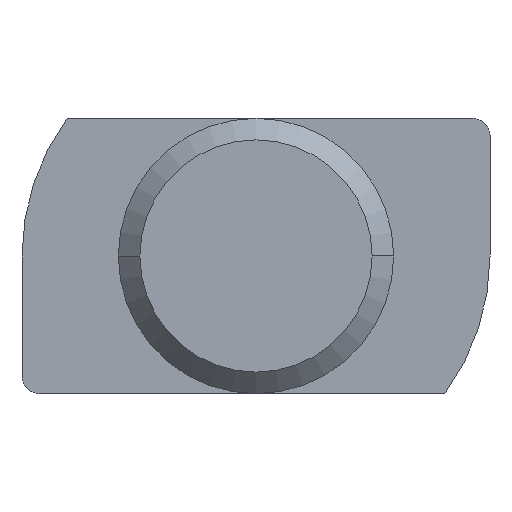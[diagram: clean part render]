
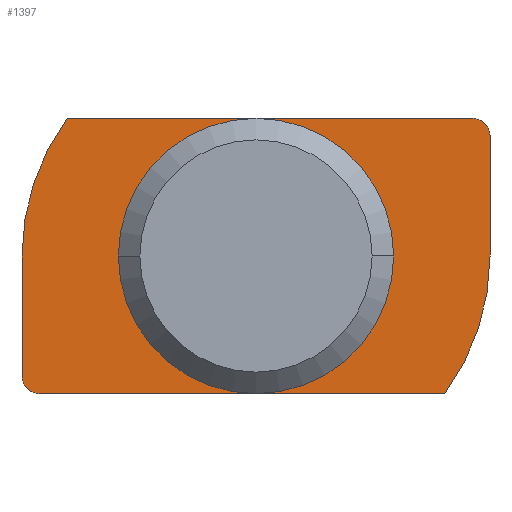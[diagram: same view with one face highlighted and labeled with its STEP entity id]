
A CAD part, front view. The second image highlights one B-rep face of the part: STEP entity #1397.
In plain terms, the highlighted planar face has unit normal (0, -1, 0).
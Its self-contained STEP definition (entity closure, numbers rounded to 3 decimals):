
#6 = EDGE_LOOP ( 'NONE', ( #756, #757 ) ) ;
#103 = VERTEX_POINT ( 'NONE', #1737 ) ;
#122 = VERTEX_POINT ( 'NONE', #419 ) ;
#132 = VERTEX_POINT ( 'NONE', #641 ) ;
#133 = VERTEX_POINT ( 'NONE', #642 ) ;
#138 = VERTEX_POINT ( 'NONE', #647 ) ;
#139 = VERTEX_POINT ( 'NONE', #648 ) ;
#140 = VERTEX_POINT ( 'NONE', #649 ) ;
#143 = VERTEX_POINT ( 'NONE', #652 ) ;
#189 = FACE_BOUND ( 'NONE', #6, .T. ) ;
#192 = FACE_OUTER_BOUND ( 'NONE', #1953, .T. ) ;
#305 = EDGE_CURVE ( 'NONE', #122, #143, #1794, .T. ) ;
#342 = EDGE_CURVE ( 'NONE', #1935, #132, #1855, .T. ) ;
#349 = CARTESIAN_POINT ( 'NONE',  ( -0.05, 0., 0. ) ) ;
#350 = DIRECTION ( 'NONE',  ( 0., 1., 0. ) ) ;
#351 = DIRECTION ( 'NONE',  ( 0., 0., -1. ) ) ;
#419 = CARTESIAN_POINT ( 'NONE',  ( 3.375, 0., 0. ) ) ;
#435 = CARTESIAN_POINT ( 'NONE',  ( 6.3, 0., 4. ) ) ;
#436 = DIRECTION ( 'NONE',  ( 1., 0., 0. ) ) ;
#441 = DIRECTION ( 'NONE',  ( 0., 0., -1. ) ) ;
#442 = CARTESIAN_POINT ( 'NONE',  ( 6.3, 0., 3.5 ) ) ;
#443 = DIRECTION ( 'NONE',  ( 0., 1., 0. ) ) ;
#444 = DIRECTION ( 'NONE',  ( 0., 0., -1. ) ) ;
#445 = CARTESIAN_POINT ( 'NONE',  ( 6.8, 0., 0. ) ) ;
#454 = DIRECTION ( 'NONE',  ( -1., 0., 0. ) ) ;
#455 = CARTESIAN_POINT ( 'NONE',  ( 0.05, 0., 0. ) ) ;
#456 = DIRECTION ( 'NONE',  ( 0., 1., 0. ) ) ;
#457 = DIRECTION ( 'NONE',  ( 0., 0., -1. ) ) ;
#458 = CARTESIAN_POINT ( 'NONE',  ( 5.487, 0., -4. ) ) ;
#469 = DIRECTION ( 'NONE',  ( 0., 0., 1. ) ) ;
#470 = CARTESIAN_POINT ( 'NONE',  ( -6.3, 0., -3.5 ) ) ;
#471 = DIRECTION ( 'NONE',  ( 0., 1., 0. ) ) ;
#472 = DIRECTION ( 'NONE',  ( 0., 0., 1. ) ) ;
#473 = CARTESIAN_POINT ( 'NONE',  ( -6.8, 0., -3.5 ) ) ;
#539 = AXIS2_PLACEMENT_3D ( 'NONE', #1166, #1167, #1168 ) ;
#553 = AXIS2_PLACEMENT_3D ( 'NONE', #349, #350, #351 ) ;
#641 = CARTESIAN_POINT ( 'NONE',  ( -5.487, 0., 4. ) ) ;
#642 = CARTESIAN_POINT ( 'NONE',  ( -6.3, 0., -4. ) ) ;
#647 = CARTESIAN_POINT ( 'NONE',  ( 6.3, 0., 4. ) ) ;
#648 = CARTESIAN_POINT ( 'NONE',  ( 6.8, 0., 0. ) ) ;
#649 = CARTESIAN_POINT ( 'NONE',  ( -6.8, 0., -3.5 ) ) ;
#652 = CARTESIAN_POINT ( 'NONE',  ( -3.375, 0., 0. ) ) ;
#756 = ORIENTED_EDGE ( 'NONE', *, *, #305, .F. ) ;
#757 = ORIENTED_EDGE ( 'NONE', *, *, #1029, .F. ) ;
#758 = ORIENTED_EDGE ( 'NONE', *, *, #342, .F. ) ;
#759 = ORIENTED_EDGE ( 'NONE', *, *, #1027, .F. ) ;
#760 = ORIENTED_EDGE ( 'NONE', *, *, #1024, .F. ) ;
#761 = ORIENTED_EDGE ( 'NONE', *, *, #1021, .F. ) ;
#762 = ORIENTED_EDGE ( 'NONE', *, *, #1018, .F. ) ;
#763 = ORIENTED_EDGE ( 'NONE', *, *, #1015, .F. ) ;
#764 = ORIENTED_EDGE ( 'NONE', *, *, #1012, .F. ) ;
#765 = ORIENTED_EDGE ( 'NONE', *, *, #1009, .F. ) ;
#929 = CARTESIAN_POINT ( 'NONE',  ( -0.05, 0., 0. ) ) ;
#932 = PLANE ( 'NONE',  #1190 ) ;
#934 = DIRECTION ( 'NONE',  ( 0., -1., 0. ) ) ;
#935 = DIRECTION ( 'NONE',  ( 0., 0., -1. ) ) ;
#1009 = EDGE_CURVE ( 'NONE', #132, #138, #1522, .T. ) ;
#1012 = EDGE_CURVE ( 'NONE', #138, #1914, #1528, .T. ) ;
#1015 = EDGE_CURVE ( 'NONE', #1914, #139, #1533, .T. ) ;
#1018 = EDGE_CURVE ( 'NONE', #139, #103, #1538, .T. ) ;
#1021 = EDGE_CURVE ( 'NONE', #103, #133, #1543, .T. ) ;
#1024 = EDGE_CURVE ( 'NONE', #133, #140, #1548, .T. ) ;
#1027 = EDGE_CURVE ( 'NONE', #140, #1935, #1553, .T. ) ;
#1029 = EDGE_CURVE ( 'NONE', #143, #122, #1556, .T. ) ;
#1166 = CARTESIAN_POINT ( 'NONE',  ( 0., 0., 0. ) ) ;
#1167 = DIRECTION ( 'NONE',  ( 0., -1., 0. ) ) ;
#1168 = DIRECTION ( 'NONE',  ( 0., 0., -1. ) ) ;
#1190 = AXIS2_PLACEMENT_3D ( 'NONE', #929, #934, #935 ) ;
#1229 = CARTESIAN_POINT ( 'NONE',  ( 6.8, 0., 3.5 ) ) ;
#1255 = CARTESIAN_POINT ( 'NONE',  ( -6.8, 0., 0. ) ) ;
#1397 = ADVANCED_FACE ( 'NONE', ( #189, #192 ), #932, .T. ) ;
#1522 = LINE ( 'NONE', #435, #1525 ) ;
#1525 = VECTOR ( 'NONE', #436, 1000. ) ;
#1528 = CIRCLE ( 'NONE', #1694, 0.5 ) ;
#1533 = LINE ( 'NONE', #445, #1535 ) ;
#1535 = VECTOR ( 'NONE', #441, 1000. ) ;
#1538 = CIRCLE ( 'NONE', #1698, 6.75 ) ;
#1543 = LINE ( 'NONE', #458, #1545 ) ;
#1545 = VECTOR ( 'NONE', #454, 1000. ) ;
#1548 = CIRCLE ( 'NONE', #1700, 0.5 ) ;
#1553 = LINE ( 'NONE', #473, #1555 ) ;
#1555 = VECTOR ( 'NONE', #469, 1000. ) ;
#1556 = CIRCLE ( 'NONE', #1702, 3.375 ) ;
#1600 = CARTESIAN_POINT ( 'NONE',  ( 0., 0., 0. ) ) ;
#1601 = DIRECTION ( 'NONE',  ( 0., -1., 0. ) ) ;
#1602 = DIRECTION ( 'NONE',  ( 0., 0., -1. ) ) ;
#1694 = AXIS2_PLACEMENT_3D ( 'NONE', #442, #443, #444 ) ;
#1698 = AXIS2_PLACEMENT_3D ( 'NONE', #455, #456, #457 ) ;
#1700 = AXIS2_PLACEMENT_3D ( 'NONE', #470, #471, #472 ) ;
#1702 = AXIS2_PLACEMENT_3D ( 'NONE', #1600, #1601, #1602 ) ;
#1737 = CARTESIAN_POINT ( 'NONE',  ( 5.487, 0., -4. ) ) ;
#1794 = CIRCLE ( 'NONE', #539, 3.375 ) ;
#1855 = CIRCLE ( 'NONE', #553, 6.75 ) ;
#1914 = VERTEX_POINT ( 'NONE', #1229 ) ;
#1935 = VERTEX_POINT ( 'NONE', #1255 ) ;
#1953 = EDGE_LOOP ( 'NONE', ( #758, #759, #760, #761, #762, #763, #764, #765 ) ) ;
